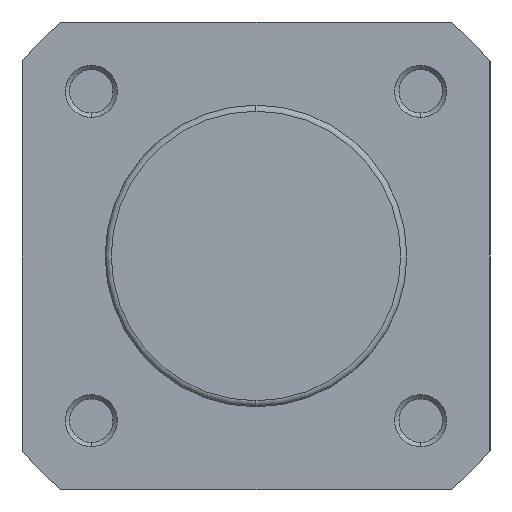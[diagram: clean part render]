
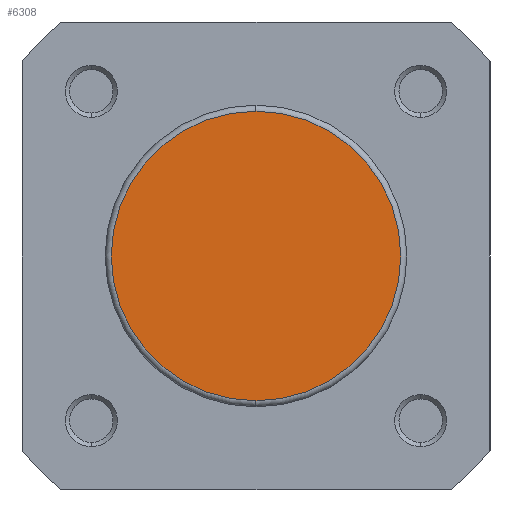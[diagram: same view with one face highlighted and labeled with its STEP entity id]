
A CAD part, left-side view. The second image highlights one B-rep face of the part: STEP entity #6308.
In plain terms, the highlighted planar face has unit normal (-1, 0, 0).
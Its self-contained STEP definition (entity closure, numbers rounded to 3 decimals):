
#793 = CARTESIAN_POINT ( 'NONE',  ( 0., 0., 0. ) ) ;
#794 = DIRECTION ( 'NONE',  ( -1., 0., 0. ) ) ;
#795 = DIRECTION ( 'NONE',  ( 0., 0., 1. ) ) ;
#946 = CARTESIAN_POINT ( 'NONE',  ( 0., 0., 0. ) ) ;
#953 = DIRECTION ( 'NONE',  ( -1., 0., 0. ) ) ;
#954 = DIRECTION ( 'NONE',  ( 0., 0., 1. ) ) ;
#1204 = CARTESIAN_POINT ( 'NONE',  ( 0., 0., 16.7 ) ) ;
#1598 = CIRCLE ( 'NONE', #3574, 16.7 ) ;
#1692 = CIRCLE ( 'NONE', #3605, 16.7 ) ;
#1780 = CARTESIAN_POINT ( 'NONE',  ( 0., 0., -16.7 ) ) ;
#2590 = FACE_OUTER_BOUND ( 'NONE', #5932, .T. ) ;
#3098 = CARTESIAN_POINT ( 'NONE',  ( 0., -17.4, 0. ) ) ;
#3099 = PLANE ( 'NONE',  #3845 ) ;
#3101 = DIRECTION ( 'NONE',  ( -1., 0., 0. ) ) ;
#3102 = DIRECTION ( 'NONE',  ( 0., 0., 1. ) ) ;
#3574 = AXIS2_PLACEMENT_3D ( 'NONE', #793, #794, #795 ) ;
#3605 = AXIS2_PLACEMENT_3D ( 'NONE', #946, #953, #954 ) ;
#3845 = AXIS2_PLACEMENT_3D ( 'NONE', #3098, #3101, #3102 ) ;
#4233 = EDGE_CURVE ( 'NONE', #4540, #4564, #1598, .T. ) ;
#4297 = EDGE_CURVE ( 'NONE', #4564, #4540, #1692, .T. ) ;
#4540 = VERTEX_POINT ( 'NONE', #1204 ) ;
#4564 = VERTEX_POINT ( 'NONE', #1780 ) ;
#4885 = ORIENTED_EDGE ( 'NONE', *, *, #4297, .T. ) ;
#4886 = ORIENTED_EDGE ( 'NONE', *, *, #4233, .T. ) ;
#5932 = EDGE_LOOP ( 'NONE', ( #4886, #4885 ) ) ;
#6308 = ADVANCED_FACE ( 'NONE', ( #2590 ), #3099, .T. ) ;
